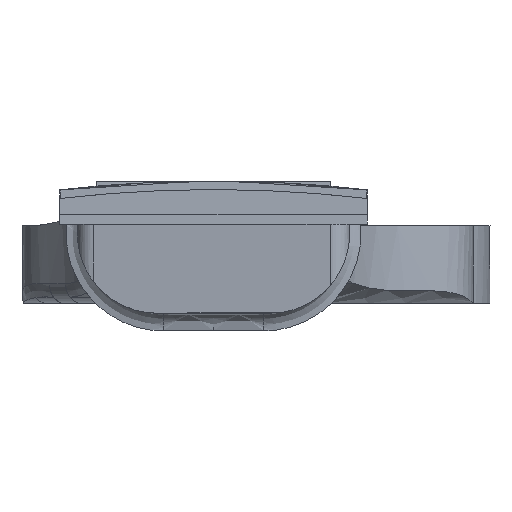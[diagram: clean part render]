
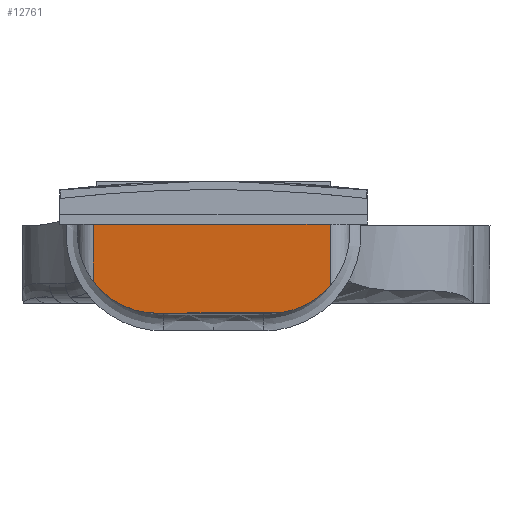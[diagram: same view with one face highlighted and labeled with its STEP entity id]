
A CAD part, left-side view. The second image highlights one B-rep face of the part: STEP entity #12761.
In plain terms, the highlighted face is planar.
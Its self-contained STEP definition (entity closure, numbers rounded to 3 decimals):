
#114 = LINE ( 'NONE', #8428, #11291 ) ;
#183 = CARTESIAN_POINT ( 'NONE',  ( 46.158, 485.361, 22.529 ) ) ;
#264 = CARTESIAN_POINT ( 'NONE',  ( 45.719, 485.315, 22.717 ) ) ;
#889 = B_SPLINE_CURVE_WITH_KNOTS ( 'NONE', 3,
 ( #3370, #7964, #6714, #7893, #11434, #4536, #5560, #10271, #5627, #15062, #8105, #12817, #13892, #14985, #4386, #15137, #6941, #5778, #13820, #2268, #3298, #963, #8033, #12739, #1102, #3843, #6154, #9422, #5005, #10881, #14201, #14126, #11964, #7246, #264, #183, #1180, #2499, #9573, #7413, #12129, #1498, #8329 ),
 .UNSPECIFIED., .F., .F.,
 ( 4, 2, 2, 2, 2, 2, 2, 2, 2, 1, 2, 2, 2, 2, 2, 2, 2, 2, 2, 2, 2, 4 ),
 ( 0.011, 0.014, 0.015, 0.017, 0.019, 0.021, 0.022, 0.024, 0.024, 0.025, 0.028, 0.034, 0.039, 0.042, 0.044, 0.045, 0.048, 0.049, 0.051, 0.052, 0.054, 0.057 ),
 .UNSPECIFIED. ) ;
#963 = CARTESIAN_POINT ( 'NONE',  ( 27.712, 483.423, 23.771 ) ) ;
#1051 = CARTESIAN_POINT ( 'NONE',  ( 51.118, 485.883, 27.782 ) ) ;
#1102 = CARTESIAN_POINT ( 'NONE',  ( 36.299, 484.325, 23.771 ) ) ;
#1180 = CARTESIAN_POINT ( 'NONE',  ( 47.015, 485.451, 22.11 ) ) ;
#1498 = CARTESIAN_POINT ( 'NONE',  ( 50.49, 485.817, 19.56 ) ) ;
#1501 = VERTEX_POINT ( 'NONE', #13821 ) ;
#1633 = VERTEX_POINT ( 'NONE', #7087 ) ;
#2262 = LINE ( 'NONE', #12733, #15059 ) ;
#2268 = CARTESIAN_POINT ( 'NONE',  ( 22.941, 482.921, 23.771 ) ) ;
#2499 = CARTESIAN_POINT ( 'NONE',  ( 47.434, 485.495, 21.879 ) ) ;
#3120 = CARTESIAN_POINT ( 'NONE',  ( 51.118, 485.883, 7.782 ) ) ;
#3298 = CARTESIAN_POINT ( 'NONE',  ( 25.804, 483.222, 23.771 ) ) ;
#3370 = CARTESIAN_POINT ( 'NONE',  ( 8.507, 481.404, 18.024 ) ) ;
#3843 = CARTESIAN_POINT ( 'NONE',  ( 37.253, 484.425, 23.771 ) ) ;
#3979 = FACE_OUTER_BOUND ( 'NONE', #10053, .T. ) ;
#4055 = DIRECTION ( 'NONE',  ( 0.995, 0.105, 0. ) ) ;
#4386 = CARTESIAN_POINT ( 'NONE',  ( 19.126, 482.52, 23.753 ) ) ;
#4536 = CARTESIAN_POINT ( 'NONE',  ( 11.959, 481.767, 21.325 ) ) ;
#5003 = ORIENTED_EDGE ( 'NONE', *, *, #12250, .T. ) ;
#5005 = CARTESIAN_POINT ( 'NONE',  ( 40.115, 484.726, 23.771 ) ) ;
#5560 = CARTESIAN_POINT ( 'NONE',  ( 12.364, 481.809, 21.589 ) ) ;
#5627 = CARTESIAN_POINT ( 'NONE',  ( 14.474, 482.031, 22.706 ) ) ;
#5778 = CARTESIAN_POINT ( 'NONE',  ( 20.556, 482.67, 23.771 ) ) ;
#6154 = CARTESIAN_POINT ( 'NONE',  ( 38.684, 484.576, 23.771 ) ) ;
#6714 = CARTESIAN_POINT ( 'NONE',  ( 9.733, 481.533, 19.504 ) ) ;
#6925 = VERTEX_POINT ( 'NONE', #11523 ) ;
#6941 = CARTESIAN_POINT ( 'NONE',  ( 20.079, 482.62, 23.771 ) ) ;
#7063 = EDGE_CURVE ( 'NONE', #1633, #12433, #13984, .T. ) ;
#7087 = CARTESIAN_POINT ( 'NONE',  ( 51.118, 485.883, 18.835 ) ) ;
#7246 = CARTESIAN_POINT ( 'NONE',  ( 44.821, 485.221, 23.049 ) ) ;
#7413 = CARTESIAN_POINT ( 'NONE',  ( 48.65, 485.623, 21.096 ) ) ;
#7724 = ORIENTED_EDGE ( 'NONE', *, *, #7063, .T. ) ;
#7876 = AXIS2_PLACEMENT_3D ( 'NONE', #9939, #12413, #4055 ) ;
#7893 = CARTESIAN_POINT ( 'NONE',  ( 10.804, 481.645, 20.457 ) ) ;
#7964 = CARTESIAN_POINT ( 'NONE',  ( 9.086, 481.465, 18.799 ) ) ;
#8033 = CARTESIAN_POINT ( 'NONE',  ( 31.528, 483.824, 23.771 ) ) ;
#8105 = CARTESIAN_POINT ( 'NONE',  ( 16.304, 482.223, 23.299 ) ) ;
#8329 = CARTESIAN_POINT ( 'NONE',  ( 51.118, 485.883, 18.835 ) ) ;
#8420 = ORIENTED_EDGE ( 'NONE', *, *, #14615, .F. ) ;
#8428 = CARTESIAN_POINT ( 'NONE',  ( 57.767, 486.582, 7.782 ) ) ;
#9422 = CARTESIAN_POINT ( 'NONE',  ( 39.161, 484.626, 23.771 ) ) ;
#9490 = DIRECTION ( 'NONE',  ( 0., 0., -1. ) ) ;
#9573 = CARTESIAN_POINT ( 'NONE',  ( 48.25, 485.581, 21.373 ) ) ;
#9695 = VECTOR ( 'NONE', #10362, 1000. ) ;
#9939 = CARTESIAN_POINT ( 'NONE',  ( 57.767, 486.582, 35.5 ) ) ;
#10053 = EDGE_LOOP ( 'NONE', ( #11561, #8420, #5003, #7724 ) ) ;
#10271 = CARTESIAN_POINT ( 'NONE',  ( 13.606, 481.94, 22.311 ) ) ;
#10362 = DIRECTION ( 'NONE',  ( 0., 0., -1. ) ) ;
#10586 = DIRECTION ( 'NONE',  ( 0.995, 0.105, 0. ) ) ;
#10710 = EDGE_CURVE ( 'NONE', #6925, #12433, #114, .T. ) ;
#10881 = CARTESIAN_POINT ( 'NONE',  ( 40.592, 484.776, 23.776 ) ) ;
#11291 = VECTOR ( 'NONE', #10586, 1000. ) ;
#11434 = CARTESIAN_POINT ( 'NONE',  ( 11.178, 481.685, 20.758 ) ) ;
#11523 = CARTESIAN_POINT ( 'NONE',  ( 8.507, 481.404, 7.782 ) ) ;
#11561 = ORIENTED_EDGE ( 'NONE', *, *, #10710, .F. ) ;
#11964 = CARTESIAN_POINT ( 'NONE',  ( 44.359, 485.172, 23.194 ) ) ;
#12129 = CARTESIAN_POINT ( 'NONE',  ( 49.795, 485.744, 20.216 ) ) ;
#12250 = EDGE_CURVE ( 'NONE', #1501, #1633, #889, .T. ) ;
#12261 = PLANE ( 'NONE',  #7876 ) ;
#12413 = DIRECTION ( 'NONE',  ( 0.105, -0.995, 0. ) ) ;
#12433 = VERTEX_POINT ( 'NONE', #3120 ) ;
#12733 = CARTESIAN_POINT ( 'NONE',  ( 8.507, 481.404, 27.782 ) ) ;
#12739 = CARTESIAN_POINT ( 'NONE',  ( 33.436, 484.024, 23.771 ) ) ;
#12761 = ADVANCED_FACE ( 'NONE', ( #3979 ), #12261, .F. ) ;
#12817 = CARTESIAN_POINT ( 'NONE',  ( 17.239, 482.322, 23.514 ) ) ;
#13820 = CARTESIAN_POINT ( 'NONE',  ( 21.749, 482.796, 23.771 ) ) ;
#13821 = CARTESIAN_POINT ( 'NONE',  ( 8.507, 481.404, 18.024 ) ) ;
#13892 = CARTESIAN_POINT ( 'NONE',  ( 17.709, 482.371, 23.597 ) ) ;
#13984 = LINE ( 'NONE', #1051, #9695 ) ;
#14126 = CARTESIAN_POINT ( 'NONE',  ( 42.959, 485.025, 23.555 ) ) ;
#14201 = CARTESIAN_POINT ( 'NONE',  ( 42.017, 484.926, 23.7 ) ) ;
#14615 = EDGE_CURVE ( 'NONE', #1501, #6925, #2262, .T. ) ;
#14985 = CARTESIAN_POINT ( 'NONE',  ( 18.653, 482.47, 23.717 ) ) ;
#15059 = VECTOR ( 'NONE', #9490, 1000. ) ;
#15062 = CARTESIAN_POINT ( 'NONE',  ( 15.837, 482.174, 23.167 ) ) ;
#15137 = CARTESIAN_POINT ( 'NONE',  ( 19.84, 482.595, 23.772 ) ) ;
